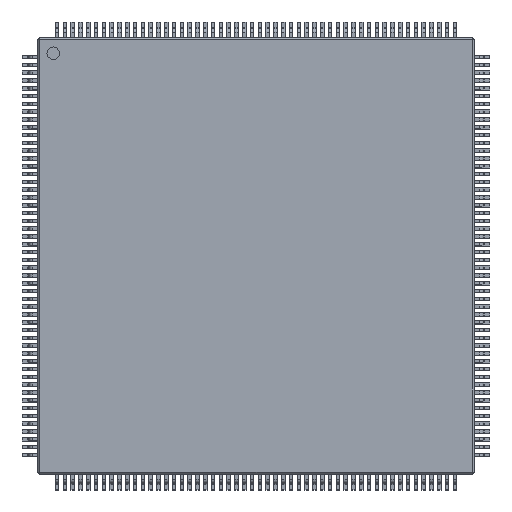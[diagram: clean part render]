
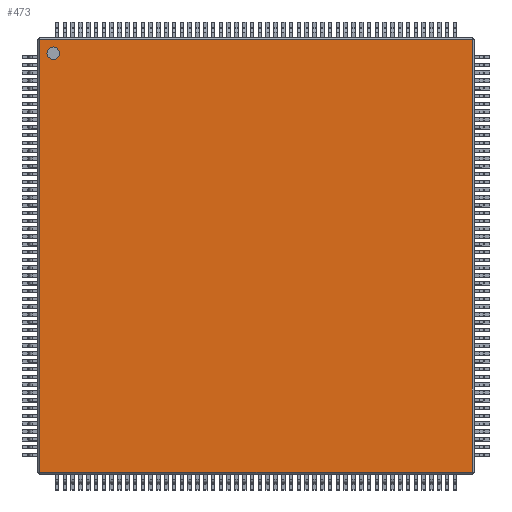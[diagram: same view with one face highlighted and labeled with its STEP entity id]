
A CAD part, top view. The second image highlights one B-rep face of the part: STEP entity #473.
In plain terms, the highlighted planar face has unit normal (0, 0, 1).
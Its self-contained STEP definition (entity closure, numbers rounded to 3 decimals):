
#13=DIRECTION('',(0.,0.,1.));
#14=DIRECTION('',(1.,0.,0.));
#272=VECTOR('',#273,1.);
#273=DIRECTION('',(0.,1.,0.));
#346=VERTEX_POINT('',#347);
#347=CARTESIAN_POINT('',(-13.85,-13.85,1.4));
#355=VERTEX_POINT('',#356);
#356=CARTESIAN_POINT('',(-13.85,13.85,1.4));
#361=ORIENTED_EDGE('',*,*,#362,.F.);
#362=EDGE_CURVE('',#346,#355,#363,.T.);
#363=LINE('',#364,#272);
#364=CARTESIAN_POINT('',(-13.85,-14.,1.4));
#430=VECTOR('',#14,1.);
#473=ADVANCED_FACE('',(#474,#492),#501,.T.);
#474=FACE_BOUND('',#475,.T.);
#475=EDGE_LOOP('',(#361,#476,#482,#488));
#476=ORIENTED_EDGE('',*,*,#477,.T.);
#477=EDGE_CURVE('',#346,#478,#480,.T.);
#478=VERTEX_POINT('',#479);
#479=CARTESIAN_POINT('',(13.85,-13.85,1.4));
#480=LINE('',#481,#430);
#481=CARTESIAN_POINT('',(-14.,-13.85,1.4));
#482=ORIENTED_EDGE('',*,*,#483,.T.);
#483=EDGE_CURVE('',#478,#484,#486,.T.);
#484=VERTEX_POINT('',#485);
#485=CARTESIAN_POINT('',(13.85,13.85,1.4));
#486=LINE('',#487,#272);
#487=CARTESIAN_POINT('',(13.85,-14.,1.4));
#488=ORIENTED_EDGE('',*,*,#489,.F.);
#489=EDGE_CURVE('',#355,#484,#490,.T.);
#490=LINE('',#491,#430);
#491=CARTESIAN_POINT('',(-14.,13.85,1.4));
#492=FACE_BOUND('',#493,.T.);
#493=EDGE_LOOP('',(#494));
#494=ORIENTED_EDGE('',*,*,#495,.F.);
#495=EDGE_CURVE('',#496,#496,#498,.T.);
#496=VERTEX_POINT('',#497);
#497=CARTESIAN_POINT('',(-12.6,13.,1.4));
#498=CIRCLE('',#499,0.4);
#499=AXIS2_PLACEMENT_3D('',#500,#13,#14);
#500=CARTESIAN_POINT('',(-13.,13.,1.4));
#501=PLANE('',#502);
#502=AXIS2_PLACEMENT_3D('',#503,#13,#14);
#503=CARTESIAN_POINT('',(-14.,-14.,1.4));
